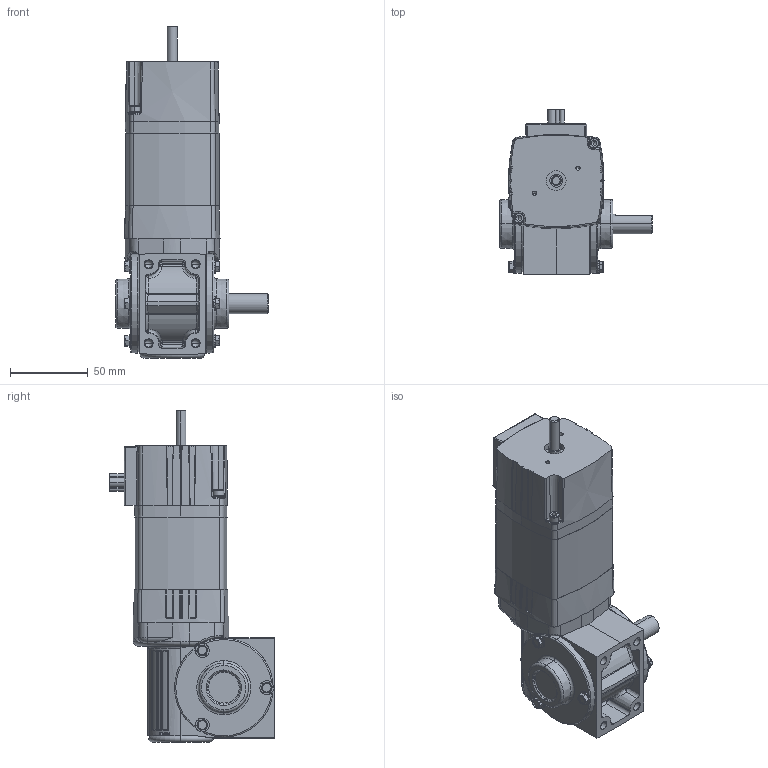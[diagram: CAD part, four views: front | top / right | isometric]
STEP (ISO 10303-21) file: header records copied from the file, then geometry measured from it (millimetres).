
FILE_DESCRIPTION (( 'STEP AP203' ), '1' );
FILE_NAME ('INFM0249.STEP', '2015-10-05T12:32:06', ( 'admin' ), ( '' ), 'SwSTEP 2.0', 'SolidWorks 2014', '' );
FILE_SCHEMA (( 'CONFIG_CONTROL_DESIGN' ));
Length unit declared in the file: inch
Products named in the file (1): INFM0249
Bounding box: 98.32 x 105.93 x 213.49 mm (x, y, z)
Volume: 664275 mm3; surface area: 111182.1 mm2
Topology: 26 solids, 26 shells, 1503 faces, 3476 edges, 2042 vertices
Faces by surface type: plane 577, cylinder 390, cone 162, bspline 156, torus 134, sphere 84
Entity records: 47143 total; most frequent: CARTESIAN_POINT 14501, ORIENTED_EDGE 6882, DIRECTION 6824, EDGE_CURVE 3441, AXIS2_PLACEMENT_3D 2794, VERTEX_POINT 2040, EDGE_LOOP 1583, ADVANCED_FACE 1503
